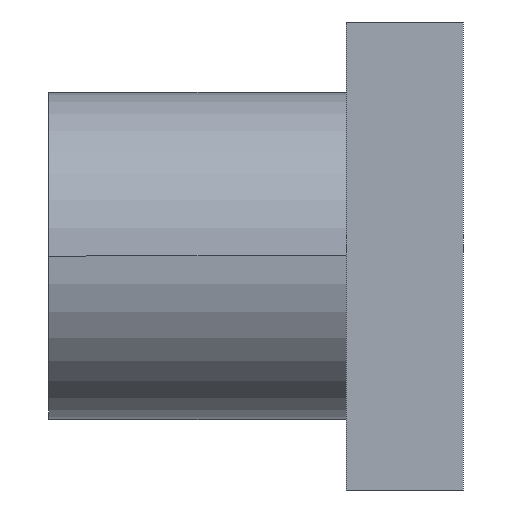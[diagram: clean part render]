
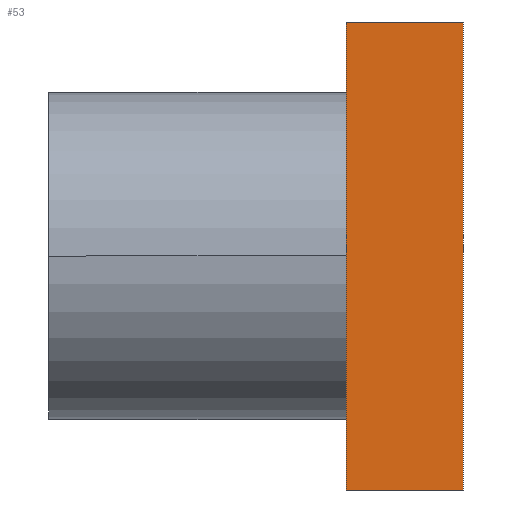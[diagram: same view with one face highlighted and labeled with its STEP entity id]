
A CAD part, left-side view. The second image highlights one B-rep face of the part: STEP entity #53.
In plain terms, the highlighted planar face has unit normal (-1, 0, 0).
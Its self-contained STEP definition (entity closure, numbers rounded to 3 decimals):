
#53=ADVANCED_FACE('',(#103),#104,.T.);
#103=FACE_OUTER_BOUND('',#149,.T.);
#104=PLANE('',#150);
#149=EDGE_LOOP('',(#225,#226,#227,#228));
#150=AXIS2_PLACEMENT_3D('',#229,#230,#231);
#225=ORIENTED_EDGE('',*,*,#289,.T.);
#226=ORIENTED_EDGE('',*,*,#290,.F.);
#227=ORIENTED_EDGE('',*,*,#291,.F.);
#228=ORIENTED_EDGE('',*,*,#286,.T.);
#229=CARTESIAN_POINT('',(-60.,-20.2,10.0));
#230=DIRECTION('',(-1.0,0.0,0.0));
#231=DIRECTION('',(0.0,0.0,1.0));
#286=EDGE_CURVE('',#336,#334,#337,.T.);
#289=EDGE_CURVE('',#334,#340,#341,.T.);
#290=EDGE_CURVE('',#342,#340,#343,.T.);
#291=EDGE_CURVE('',#336,#342,#344,.T.);
#334=VERTEX_POINT('',#395);
#336=VERTEX_POINT('',#398);
#337=LINE('',#399,#400);
#340=VERTEX_POINT('',#404);
#341=LINE('',#405,#406);
#342=VERTEX_POINT('',#407);
#343=LINE('',#408,#409);
#344=LINE('',#410,#411);
#395=CARTESIAN_POINT('',(-60.,-15.2,10.0));
#398=CARTESIAN_POINT('',(-60.,-20.2,10.0));
#399=CARTESIAN_POINT('',(-60.,-20.2,10.0));
#400=VECTOR('',#453,5.0);
#404=CARTESIAN_POINT('',(-60.,-15.2,-10.0));
#405=CARTESIAN_POINT('',(-60.,-15.2,10.0));
#406=VECTOR('',#455,20.0);
#407=CARTESIAN_POINT('',(-60.,-20.2,-10.0));
#408=CARTESIAN_POINT('',(-60.,-20.2,-10.0));
#409=VECTOR('',#456,5.0);
#410=CARTESIAN_POINT('',(-60.,-20.2,10.0));
#411=VECTOR('',#457,20.0);
#453=DIRECTION('',(0.0,1.0,0.));
#455=DIRECTION('',(0.0,0.,-1.0));
#456=DIRECTION('',(0.0,1.0,0.));
#457=DIRECTION('',(0.0,0.,-1.0));
